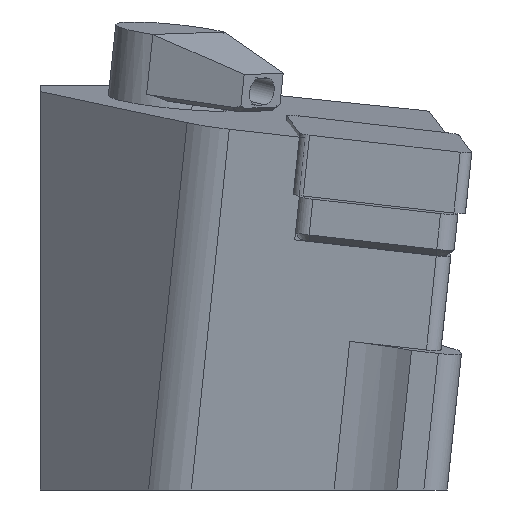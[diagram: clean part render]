
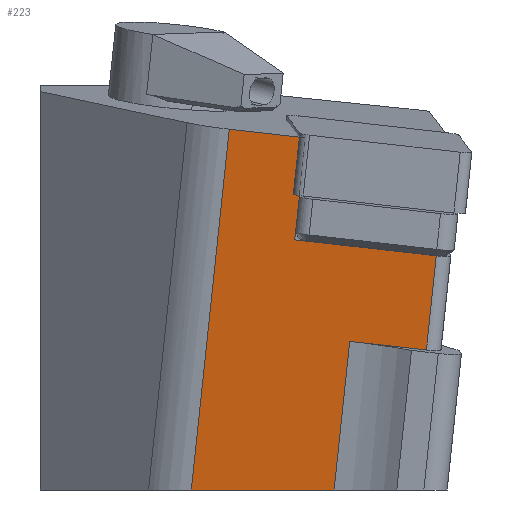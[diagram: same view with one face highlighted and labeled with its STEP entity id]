
A CAD part, left-side view. The second image highlights one B-rep face of the part: STEP entity #223.
In plain terms, the highlighted planar face has unit normal (-0.992, 0.087, -0.096).
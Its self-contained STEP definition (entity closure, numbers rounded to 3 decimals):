
#158=FACE_OUTER_BOUND('',#357,.T.);
#223=ADVANCED_FACE('',(#158),#294,.F.);
#294=PLANE('',#1400);
#357=EDGE_LOOP('',(#491,#492,#493,#494,#495,#496,#497,#498));
#491=ORIENTED_EDGE('',*,*,#971,.F.);
#492=ORIENTED_EDGE('',*,*,#972,.T.);
#493=ORIENTED_EDGE('',*,*,#953,.F.);
#494=ORIENTED_EDGE('',*,*,#973,.T.);
#495=ORIENTED_EDGE('',*,*,#974,.F.);
#496=ORIENTED_EDGE('',*,*,#975,.F.);
#497=ORIENTED_EDGE('',*,*,#976,.T.);
#498=ORIENTED_EDGE('',*,*,#977,.T.);
#834=VERTEX_POINT('',#1885);
#835=VERTEX_POINT('',#1887);
#849=VERTEX_POINT('',#1922);
#850=VERTEX_POINT('',#1923);
#851=VERTEX_POINT('',#1926);
#852=VERTEX_POINT('',#1928);
#853=VERTEX_POINT('',#1930);
#854=VERTEX_POINT('',#1932);
#953=EDGE_CURVE('',#834,#835,#1134,.T.);
#971=EDGE_CURVE('',#849,#850,#1151,.T.);
#972=EDGE_CURVE('',#849,#835,#1152,.T.);
#973=EDGE_CURVE('',#834,#851,#1153,.T.);
#974=EDGE_CURVE('',#852,#851,#1154,.T.);
#975=EDGE_CURVE('',#853,#852,#1155,.T.);
#976=EDGE_CURVE('',#853,#854,#1156,.T.);
#977=EDGE_CURVE('',#854,#850,#1157,.T.);
#1134=LINE('',#1886,#1266);
#1151=LINE('',#1921,#1283);
#1152=LINE('',#1924,#1284);
#1153=LINE('',#1925,#1285);
#1154=LINE('',#1927,#1286);
#1155=LINE('',#1929,#1287);
#1156=LINE('',#1931,#1288);
#1157=LINE('',#1933,#1289);
#1266=VECTOR('',#1518,1.);
#1283=VECTOR('',#1543,1.);
#1284=VECTOR('',#1544,1.);
#1285=VECTOR('',#1545,1.);
#1286=VECTOR('',#1546,1.);
#1287=VECTOR('',#1547,1.);
#1288=VECTOR('',#1548,1.);
#1289=VECTOR('',#1549,1.);
#1400=AXIS2_PLACEMENT_3D('',#1934,#1550,#1551);
#1518=DIRECTION('',(-0.076,-0.991,-0.112));
#1543=DIRECTION('',(-0.076,-0.991,-0.112));
#1544=DIRECTION('',(-0.105,-0.104,0.989));
#1545=DIRECTION('',(0.105,0.104,-0.989));
#1546=DIRECTION('',(0.087,0.996,0.));
#1547=DIRECTION('',(0.105,0.104,-0.989));
#1548=DIRECTION('',(-0.076,-0.991,-0.112));
#1549=DIRECTION('',(-0.105,-0.104,0.989));
#1550=DIRECTION('',(0.992,-0.087,0.096));
#1551=DIRECTION('',(0.096,0.,-0.995));
#1885=CARTESIAN_POINT('',(1.991,-14.016,1.743));
#1886=CARTESIAN_POINT('',(0.755,-30.157,-0.084));
#1887=CARTESIAN_POINT('',(1.559,-19.667,1.103));
#1921=CARTESIAN_POINT('',(1.554,-29.363,-7.641));
#1922=CARTESIAN_POINT('',(2.357,-18.873,-6.453));
#1923=CARTESIAN_POINT('',(1.554,-29.363,-7.641));
#1924=CARTESIAN_POINT('',(1.312,-19.913,3.438));
#1925=CARTESIAN_POINT('',(6.141,-9.889,-37.523));
#1926=CARTESIAN_POINT('',(4.818,-11.205,-25.));
#1927=CARTESIAN_POINT('',(3.531,-25.91,-25.));
#1928=CARTESIAN_POINT('',(3.892,-21.788,-25.));
#1929=CARTESIAN_POINT('',(46.36,20.447,-426.842));
#1930=CARTESIAN_POINT('',(2.727,-22.946,-13.98));
#1931=CARTESIAN_POINT('',(2.292,-28.629,-14.623));
#1932=CARTESIAN_POINT('',(2.292,-28.629,-14.623));
#1933=CARTESIAN_POINT('',(4.905,-26.03,-39.35));
#1934=CARTESIAN_POINT('',(4.905,-26.03,-39.35));
